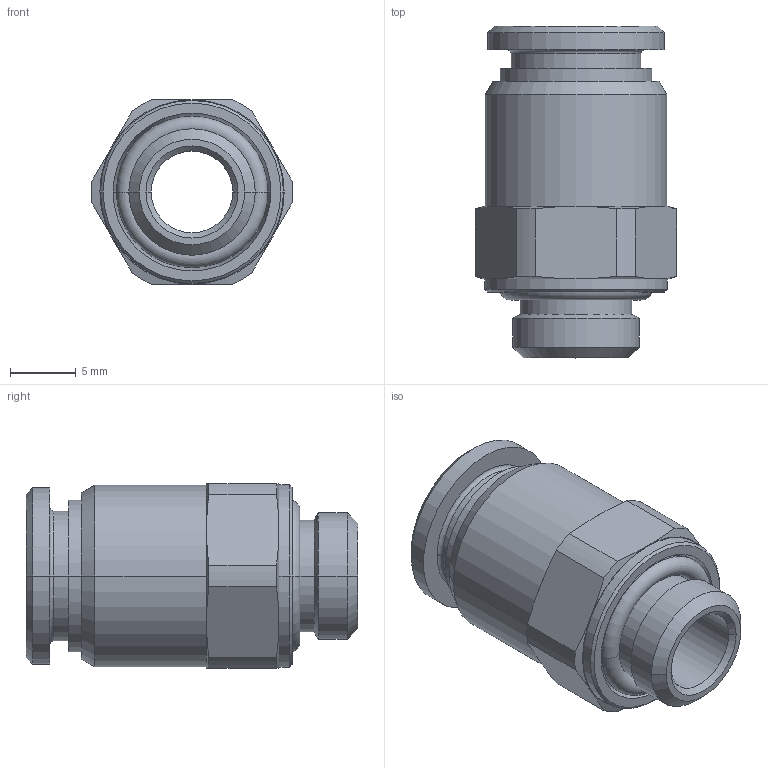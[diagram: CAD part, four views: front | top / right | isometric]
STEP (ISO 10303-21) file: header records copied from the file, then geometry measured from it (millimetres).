
FILE_DESCRIPTION((''),'2;1');
FILE_NAME('mxm.12.08.18',(''),('sopra-pneumatic'),'PRO/ENGINEER BY PARAMETRIC TECHNOLOGY CORPORATION, 2015110','PRO/ENGINEER BY PARAMETRIC TECHNOLOGY CORPORATION, 2015110','');
FILE_SCHEMA(('CONFIG_CONTROL_DESIGN'));
Length unit declared in the file: millimetre
Products named in the file (1): 380066B_951X4-8FF-1-8
Bounding box: 15.29 x 25.2 x 14 mm (x, y, z)
Volume: 2092.2 mm3; surface area: 2289.3 mm2
Topology: 2 solids, 2 shells, 87 faces, 184 edges, 108 vertices
Faces by surface type: cone 34, cylinder 26, plane 17, torus 10
Entity records: 2414 total; most frequent: CARTESIAN_POINT 465, DIRECTION 440, ORIENTED_EDGE 368, AXIS2_PLACEMENT_3D 193, EDGE_CURVE 184, VERTEX_POINT 108, CIRCLE 106, EDGE_LOOP 98
